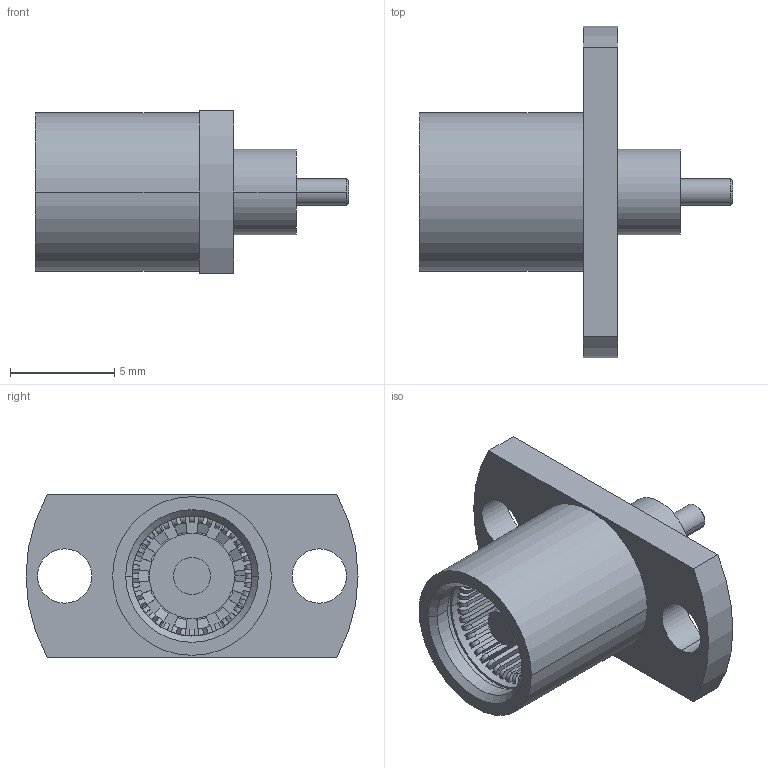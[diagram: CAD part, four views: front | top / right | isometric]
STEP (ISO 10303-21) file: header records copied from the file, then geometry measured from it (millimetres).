
FILE_DESCRIPTION (( 'STEP AP214' ), '1' );
FILE_NAME ('FMCN5161_3D.step', '2024-10-15T22:10:55', ( '' ), ( '' ), 'SwSTEP 2.0', 'SolidWorks 2022', '' );
FILE_SCHEMA (( 'AUTOMOTIVE_DESIGN' ));
Length unit declared in the file: inch
Products named in the file (1): FMCN5161_3D
Bounding box: 15 x 15.9 x 7.8 mm (x, y, z)
Volume: 449 mm3; surface area: 948.6 mm2
Topology: 3 solids, 3 shells, 442 faces, 1143 edges, 752 vertices
Faces by surface type: plane 203, cylinder 80, torus 80, cone 79
Entity records: 13809 total; most frequent: DIRECTION 2613, CARTESIAN_POINT 2338, ORIENTED_EDGE 2286, EDGE_CURVE 1143, AXIS2_PLACEMENT_3D 1027, VERTEX_POINT 752, CIRCLE 584, VECTOR 559
